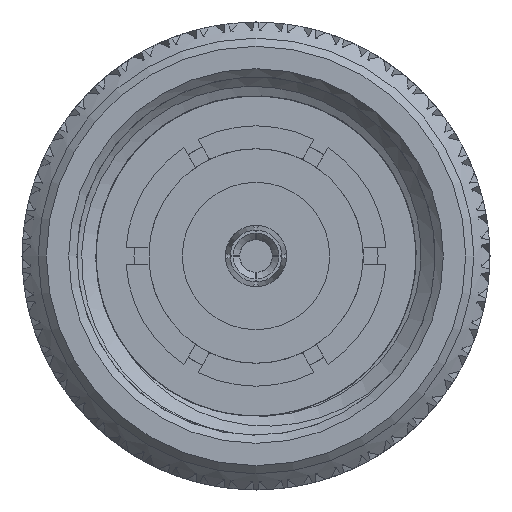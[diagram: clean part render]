
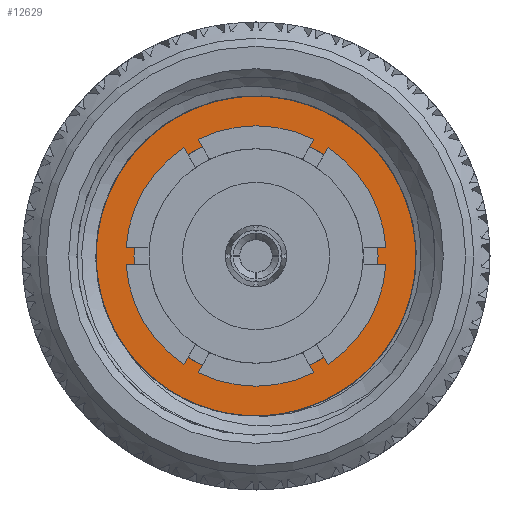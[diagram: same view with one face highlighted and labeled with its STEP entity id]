
A CAD part, left-side view. The second image highlights one B-rep face of the part: STEP entity #12629.
In plain terms, the highlighted planar face has unit normal (-1, 0, 0).
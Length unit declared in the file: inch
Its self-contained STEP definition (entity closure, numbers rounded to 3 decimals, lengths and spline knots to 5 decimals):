
#461 = EDGE_CURVE ( 'NONE', #48565, #48565, #103043, .T. ) ;
#3089 = CARTESIAN_POINT ( 'NONE',  ( 0.28747, -0.04518, -0.1916 ) ) ;
#4367 = AXIS2_PLACEMENT_3D ( 'NONE', #5301, #61865, #28816 ) ;
#5301 = CARTESIAN_POINT ( 'NONE',  ( 0.28747, 0., 0. ) ) ;
#6022 = CARTESIAN_POINT ( 'NONE',  ( 0.28747, -0.19988, 0.06777 ) ) ;
#11075 = CARTESIAN_POINT ( 'NONE',  ( 0.28747, -0.02262, -0.19555 ) ) ;
#12181 = ORIENTED_EDGE ( 'NONE', *, *, #20844, .T. ) ;
#12629 = ADVANCED_FACE ( 'NONE', ( #29340, #53345 ), #37341, .T. ) ;
#13512 = CARTESIAN_POINT ( 'NONE',  ( 0.28747, -0.20807, 0.00748 ) ) ;
#13651 = ORIENTED_EDGE ( 'NONE', *, *, #75915, .F. ) ;
#15094 = CARTESIAN_POINT ( 'NONE',  ( 0.28747, -0.20615, 0.03797 ) ) ;
#15936 = DIRECTION ( 'NONE',  ( 0., 1., 0. ) ) ;
#17458 = EDGE_LOOP ( 'NONE', ( #13651, #23574, #12181, #41869 ) ) ;
#19125 = LINE ( 'NONE', #58128, #73295 ) ;
#20844 = EDGE_CURVE ( 'NONE', #32734, #69746, #81556, .T. ) ;
#21002 = CARTESIAN_POINT ( 'NONE',  ( 0.28747, -0.10405, -0.16834 ) ) ;
#22061 = CARTESIAN_POINT ( 'NONE',  ( 0.28747, -0.18495, 0.10566 ) ) ;
#22586 = CARTESIAN_POINT ( 'NONE',  ( 0.28747, -0.0929, 0.19804 ) ) ;
#23528 = VERTEX_POINT ( 'NONE', #30850 ) ;
#23574 = ORIENTED_EDGE ( 'NONE', *, *, #100956, .T. ) ;
#23647 = CARTESIAN_POINT ( 'NONE',  ( 0.28747, -0.18775, -0.08136 ) ) ;
#24075 = CARTESIAN_POINT ( 'NONE',  ( 0.28747, -0.06646, -0.18391 ) ) ;
#28494 = CARTESIAN_POINT ( 'NONE',  ( 0.28747, -0.06646, -0.18391 ) ) ;
#28816 = DIRECTION ( 'NONE',  ( 0., -1., 0. ) ) ;
#29340 = FACE_BOUND ( 'NONE', #53102, .T. ) ;
#30850 = CARTESIAN_POINT ( 'NONE',  ( 0.28747, -0.0929, 0.19804 ) ) ;
#31143 = CARTESIAN_POINT ( 'NONE',  ( 0.28747, -0.11106, 0.18848 ) ) ;
#32734 = VERTEX_POINT ( 'NONE', #57053 ) ;
#37341 = PLANE ( 'NONE',  #4367 ) ;
#39129 = CARTESIAN_POINT ( 'NONE',  ( 0.28747, -0.20629, -0.02311 ) ) ;
#39652 = CARTESIAN_POINT ( 'NONE',  ( 0.28747, -0.16916, 0.13176 ) ) ;
#40484 = DIRECTION ( 'NONE',  ( 1., 0., 0. ) ) ;
#41869 = ORIENTED_EDGE ( 'NONE', *, *, #104802, .T. ) ;
#43440 = CARTESIAN_POINT ( 'NONE',  ( 0.28747, -0.12971, -0.15147 ) ) ;
#43680 = DIRECTION ( 'NONE',  ( 0., 0., 1. ) ) ;
#47109 = CARTESIAN_POINT ( 'NONE',  ( 0.28747, -0.17788, -0.09907 ) ) ;
#48400 = DIRECTION ( 'NONE',  ( 1., 0., 0. ) ) ;
#48565 = VERTEX_POINT ( 'NONE', #96488 ) ;
#48934 = CARTESIAN_POINT ( 'NONE',  ( 0.28747, 0., 0. ) ) ;
#52241 = VERTEX_POINT ( 'NONE', #105137 ) ;
#53102 = EDGE_LOOP ( 'NONE', ( #92165 ) ) ;
#53345 = FACE_OUTER_BOUND ( 'NONE', #17458, .T. ) ;
#54608 = CARTESIAN_POINT ( 'NONE',  ( 0.28747, -0.17488, 0.12324 ) ) ;
#57053 = CARTESIAN_POINT ( 'NONE',  ( 0.28747, 0., -0.19555 ) ) ;
#58128 = CARTESIAN_POINT ( 'NONE',  ( 0.28747, 0., 0. ) ) ;
#59447 = CARTESIAN_POINT ( 'NONE',  ( 0.28747, -0.11289, -0.16317 ) ) ;
#61865 = DIRECTION ( 'NONE',  ( -1., 0., 0. ) ) ;
#62608 = CARTESIAN_POINT ( 'NONE',  ( 0.28747, -0.15915, -0.12333 ) ) ;
#64508 = CARTESIAN_POINT ( 'NONE',  ( 0.28747, 0., 0. ) ) ;
#67967 = CARTESIAN_POINT ( 'NONE',  ( 0.28747, -0.13757, -0.14502 ) ) ;
#68698 = CARTESIAN_POINT ( 'NONE',  ( 0.28747, -0.06646, -0.18391 ) ) ;
#69426 = AXIS2_PLACEMENT_3D ( 'NONE', #48934, #48400, #105376 ) ;
#69746 = VERTEX_POINT ( 'NONE', #24075 ) ;
#70050 = CARTESIAN_POINT ( 'NONE',  ( 0.28747, -0.15227, -0.13097 ) ) ;
#70765 = AXIS2_PLACEMENT_3D ( 'NONE', #64508, #40484, #15936 ) ;
#71104 = CARTESIAN_POINT ( 'NONE',  ( 0.28747, -0.20212, -0.04292 ) ) ;
#73295 = VECTOR ( 'NONE', #43680, 39.37008 ) ;
#75609 = CARTESIAN_POINT ( 'NONE',  ( 0.28747, 0., -0.19555 ) ) ;
#75915 = EDGE_CURVE ( 'NONE', #52241, #23528, #77853, .T. ) ;
#77853 = CIRCLE ( 'NONE', #69426, 0.21875 ) ;
#78547 = CARTESIAN_POINT ( 'NONE',  ( 0.28747, -0.15654, 0.14785 ) ) ;
#79591 = CARTESIAN_POINT ( 'NONE',  ( 0.28747, -0.1968, 0.07763 ) ) ;
#81556 = B_SPLINE_CURVE_WITH_KNOTS ( 'NONE', 3,
 ( #75609, #11075, #3089, #68698 ),
 .UNSPECIFIED., .F., .F.,
 ( 4, 4 ),
 ( 0., 0.00172 ),
 .UNSPECIFIED. ) ;
#83905 = CARTESIAN_POINT ( 'NONE',  ( 0.28747, -0.07629, -0.18093 ) ) ;
#86536 = CARTESIAN_POINT ( 'NONE',  ( 0.28747, -0.14972, 0.15536 ) ) ;
#87593 = CARTESIAN_POINT ( 'NONE',  ( 0.28747, -0.20454, 0.04797 ) ) ;
#89796 = B_SPLINE_CURVE_WITH_KNOTS ( 'NONE', 3,
 ( #28494, #83905, #93484, #21002, #59447, #43440, #67967, #70050, #62608, #47109, #23647, #71104, #39129, #13512, #104084, #15094, #87593, #6022, #79591, #95049, #22061, #54608, #39652, #78547, #86536, #95575, #31143, #22586 ),
 .UNSPECIFIED., .F., .F.,
 ( 4, 2, 2, 2, 2, 2, 2, 2, 2, 2, 2, 2, 2, 4 ),
 ( 0., 0.00077, 0.00155, 0.00232, 0.0031, 0.00464, 0.00619, 0.00697, 0.00774, 0.00852, 0.00929, 0.01006, 0.01084, 0.01239 ),
 .UNSPECIFIED. ) ;
#92165 = ORIENTED_EDGE ( 'NONE', *, *, #461, .T. ) ;
#93484 = CARTESIAN_POINT ( 'NONE',  ( 0.28747, -0.08576, -0.1772 ) ) ;
#95049 = CARTESIAN_POINT ( 'NONE',  ( 0.28747, -0.18933, 0.09653 ) ) ;
#95575 = CARTESIAN_POINT ( 'NONE',  ( 0.28747, -0.12779, 0.17637 ) ) ;
#96488 = CARTESIAN_POINT ( 'NONE',  ( 0.28747, 0.149, 0. ) ) ;
#100956 = EDGE_CURVE ( 'NONE', #52241, #32734, #19125, .T. ) ;
#103043 = CIRCLE ( 'NONE', #70765, 0.149 ) ;
#104084 = CARTESIAN_POINT ( 'NONE',  ( 0.28747, -0.20791, 0.01776 ) ) ;
#104802 = EDGE_CURVE ( 'NONE', #69746, #23528, #89796, .T. ) ;
#105137 = CARTESIAN_POINT ( 'NONE',  ( 0.28747, 0., -0.21875 ) ) ;
#105376 = DIRECTION ( 'NONE',  ( 0., -1., 0. ) ) ;
